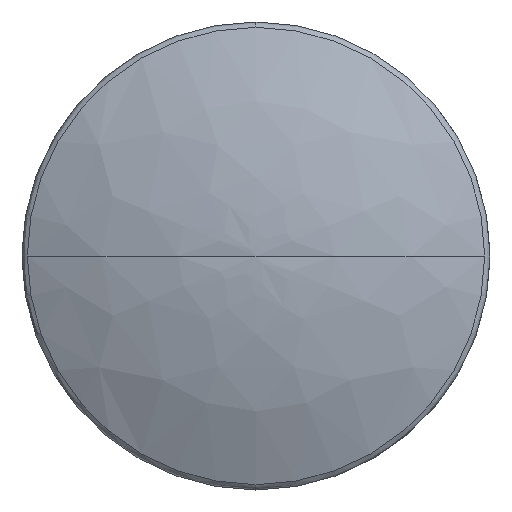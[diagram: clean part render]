
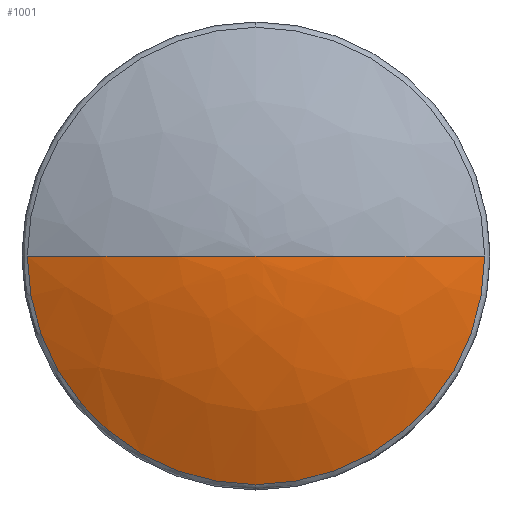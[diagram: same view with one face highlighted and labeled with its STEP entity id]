
A CAD part, front view. The second image highlights one B-rep face of the part: STEP entity #1001.
In plain terms, the highlighted free-form (B-spline) face has degree [3, 3] with [4, 4] control points.
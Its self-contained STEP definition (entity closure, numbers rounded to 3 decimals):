
#819=VERTEX_POINT('NONE',#2144);
#831=EDGE_CURVE('NONE',#1951,#879,#2159,.T.);
#879=VERTEX_POINT('NONE',#2211);
#915=EDGE_CURVE('NONE',#819,#1883,#2249,.T.);
#1001=ADVANCED_FACE('NONE',(#2345),#2346,.F.);
#1381=EDGE_CURVE('NONE',#1883,#879,#2757,.T.);
#1845=EDGE_CURVE('NONE',#1951,#819,#3257,.T.);
#1883=VERTEX_POINT('NONE',#3300);
#1951=VERTEX_POINT('NONE',#3375);
#2144=CARTESIAN_POINT('',(0.0,1.084,-4.983));
#2159=CIRCLE('',#4009,12.0);
#2211=CARTESIAN_POINT('',(0.,0.0,0.));
#2249=CIRCLE('',#4171,4.983);
#2345=FACE_OUTER_BOUND('',#4318,.T.);
#2346=(B_SPLINE_SURFACE(3,3,((#4320,#4321,#4322,#4323),(#4324,#4325,#4326,#4327),(#4328,#4329,#4330,#4331),(#4332,#4333,#4334,#4335)),.UNSPECIFIED.,.F.,.F.,.F.)B_SPLINE_SURFACE_WITH_KNOTS((4,4),(4,4),(0.0,1.0),(0.0,1.0),.UNSPECIFIED.)RATIONAL_B_SPLINE_SURFACE(((1.0,0.333,0.333,1.0),(0.985,0.328,0.328,0.985),(0.985,0.328,0.328,0.985),(1.0,0.333,0.333,1.0)))BOUNDED_SURFACE()REPRESENTATION_ITEM('')GEOMETRIC_REPRESENTATION_ITEM()SURFACE());
#2757=CIRCLE('',#5592,12.0);
#3257=CIRCLE('',#6755,4.983);
#3300=CARTESIAN_POINT('',(-4.983,1.084,0.0));
#3375=CARTESIAN_POINT('',(4.983,1.084,0.));
#4009=AXIS2_PLACEMENT_3D('',#7335,#7336,#7337);
#4171=AXIS2_PLACEMENT_3D('',#7419,#7420,#7421);
#4318=EDGE_LOOP('',(#7554,#7555,#7556,#7557));
#4320=CARTESIAN_POINT('',(-4.983,1.084,0.0));
#4321=CARTESIAN_POINT('',(-4.983,1.084,-9.966));
#4322=CARTESIAN_POINT('',(4.983,1.084,-9.966));
#4323=CARTESIAN_POINT('',(4.983,1.084,0.));
#4324=CARTESIAN_POINT('',(-3.413,0.367,0.0));
#4325=CARTESIAN_POINT('',(-3.413,0.367,-6.826));
#4326=CARTESIAN_POINT('',(3.413,0.367,-6.826));
#4327=CARTESIAN_POINT('',(3.413,0.367,0.));
#4328=CARTESIAN_POINT('',(-1.726,0.,0.0));
#4329=CARTESIAN_POINT('',(-1.726,0.,-3.452));
#4330=CARTESIAN_POINT('',(1.726,0.,-3.452));
#4331=CARTESIAN_POINT('',(1.726,0.,0.));
#4332=CARTESIAN_POINT('',(0.,0.0,0.0));
#4333=CARTESIAN_POINT('',(0.,0.0,0.0));
#4334=CARTESIAN_POINT('',(0.,0.0,0.0));
#4335=CARTESIAN_POINT('',(0.,0.0,0.0));
#5592=AXIS2_PLACEMENT_3D('',#7917,#7918,#7919);
#6755=AXIS2_PLACEMENT_3D('',#8340,#8341,#8342);
#7335=CARTESIAN_POINT('',(0.0,12.0,0.0));
#7336=DIRECTION('',(0.,0.0,-1.0));
#7337=DIRECTION('',(0.0,1.0,0.0));
#7419=CARTESIAN_POINT('',(0.0,1.084,0.0));
#7420=DIRECTION('',(0.0,1.0,0.0));
#7421=DIRECTION('',(-1.0,0.0,0.0));
#7554=ORIENTED_EDGE('',*,*,#1845,.F.);
#7555=ORIENTED_EDGE('',*,*,#831,.T.);
#7556=ORIENTED_EDGE('',*,*,#1381,.F.);
#7557=ORIENTED_EDGE('',*,*,#915,.F.);
#7917=CARTESIAN_POINT('',(0.0,12.0,0.0));
#7918=DIRECTION('',(0.0,-0.0,1.0));
#7919=DIRECTION('',(0.0,1.0,0.0));
#8340=CARTESIAN_POINT('',(0.0,1.084,0.0));
#8341=DIRECTION('',(0.0,1.0,-0.0));
#8342=DIRECTION('',(-1.0,0.0,0.0));
